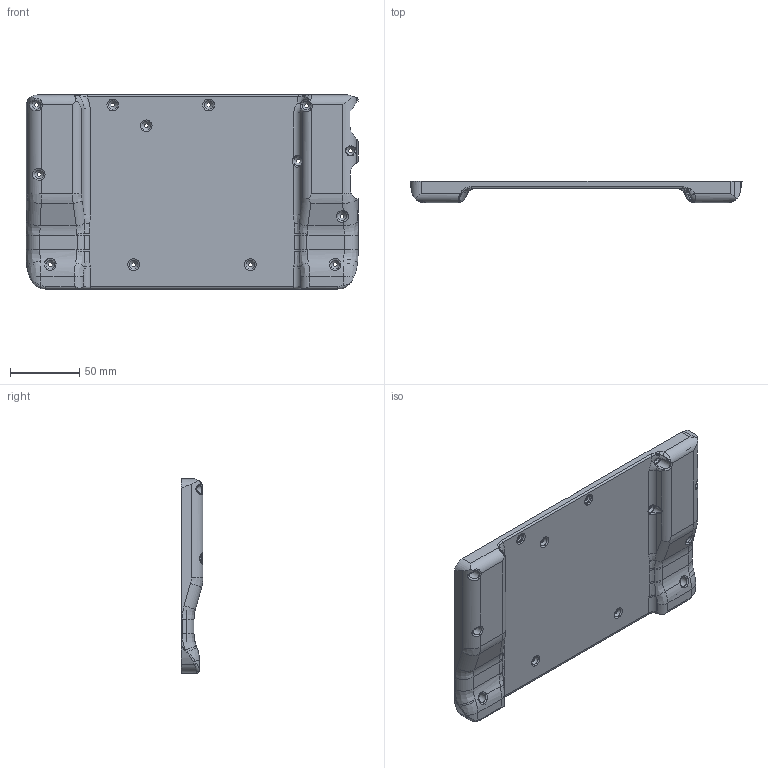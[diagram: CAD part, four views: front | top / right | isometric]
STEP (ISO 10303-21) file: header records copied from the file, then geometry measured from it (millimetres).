
FILE_DESCRIPTION(/* description */ (''),/* implementation_level */ '2;1');
FILE_NAME(/* name */ 'Enclosure_Bottom.step',/* time_stamp */ '2023-09-03T17:48:58+02:00',/* author */ (''),/* organization */ (''),/* preprocessor_version */ 'ST-DEVELOPER v20',/* originating_system */ 'Autodesk Translation Framework v12.9.0.99',/* authorisation */ '');
FILE_SCHEMA (('AUTOMOTIVE_DESIGN { 1 0 10303 214 3 1 1 }'));
Length unit declared in the file: millimetre
Products named in the file (1): Bottom
Bounding box: 238.98 x 15.7 x 139.73 mm (x, y, z)
Volume: 137818 mm3; surface area: 83868.9 mm2
Topology: 1 solids, 1 shells, 478 faces, 1295 edges, 824 vertices
Faces by surface type: plane 241, cylinder 116, bspline 85, torus 20, cone 16
Full cylindrical faces by diameter (mm): 2.75 x3, 3 x15, 6 x7, 6.5 x7
Entity records: 18111 total; most frequent: CARTESIAN_POINT 6277, ORIENTED_EDGE 2586, DIRECTION 2285, EDGE_CURVE 1293, VERTEX_POINT 824, LINE 775, VECTOR 775, AXIS2_PLACEMENT_3D 755
